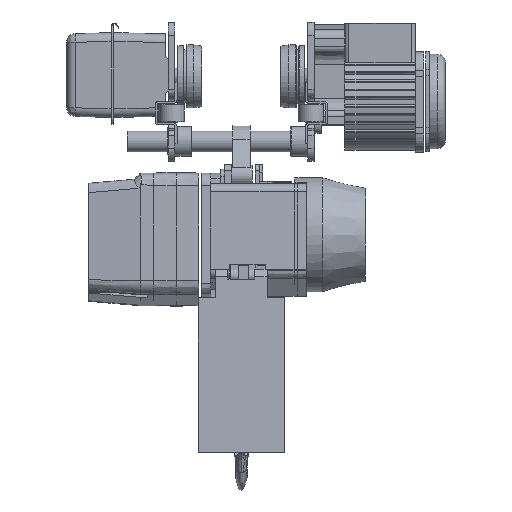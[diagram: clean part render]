
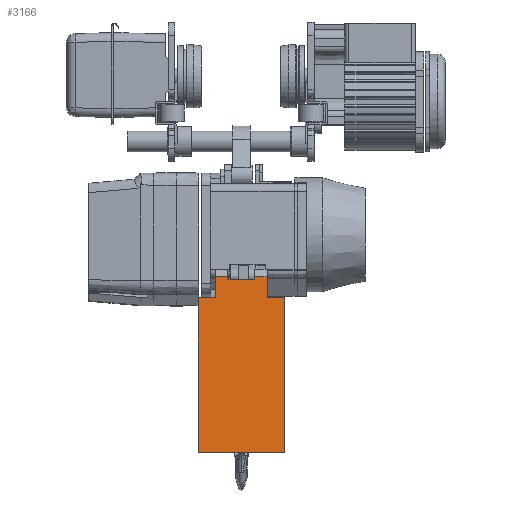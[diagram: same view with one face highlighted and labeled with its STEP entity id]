
A CAD part, left-side view. The second image highlights one B-rep face of the part: STEP entity #3166.
In plain terms, the highlighted face is planar.
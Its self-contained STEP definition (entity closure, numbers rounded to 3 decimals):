
#3166=ADVANCED_FACE('',(#6944),#6945,.T.);
#6944=FACE_OUTER_BOUND('',#16632,.T.);
#6945=PLANE('',#16633);
#16632=EDGE_LOOP('',(#28643,#28644,#28645,#28646,#28647,#28648,#28649,#28650,#28651,#28652,#28653,#28654));
#16633=AXIS2_PLACEMENT_3D('',#28655,#28656,#28657);
#28643=ORIENTED_EDGE('',*,*,#39517,.F.);
#28644=ORIENTED_EDGE('',*,*,#37051,.F.);
#28645=ORIENTED_EDGE('',*,*,#39518,.T.);
#28646=ORIENTED_EDGE('',*,*,#39519,.T.);
#28647=ORIENTED_EDGE('',*,*,#39520,.F.);
#28648=ORIENTED_EDGE('',*,*,#38398,.F.);
#28649=ORIENTED_EDGE('',*,*,#39521,.F.);
#28650=ORIENTED_EDGE('',*,*,#39522,.T.);
#28651=ORIENTED_EDGE('',*,*,#39523,.T.);
#28652=ORIENTED_EDGE('',*,*,#37740,.F.);
#28653=ORIENTED_EDGE('',*,*,#39524,.F.);
#28654=ORIENTED_EDGE('',*,*,#38337,.T.);
#28655=CARTESIAN_POINT('',(78.891,-311.4,-65.));
#28656=DIRECTION('',(0.999,0.052,0.));
#28657=DIRECTION('',(-0.052,0.999,0.));
#37051=EDGE_CURVE('',#42347,#42349,#42350,.T.);
#37740=EDGE_CURVE('',#43562,#43564,#43565,.T.);
#38337=EDGE_CURVE('',#44594,#44592,#44595,.T.);
#38398=EDGE_CURVE('',#44693,#44696,#44697,.T.);
#39517=EDGE_CURVE('',#42349,#44592,#46483,.T.);
#39518=EDGE_CURVE('',#42347,#46484,#46485,.T.);
#39519=EDGE_CURVE('',#46484,#46486,#46487,.T.);
#39520=EDGE_CURVE('',#44696,#46486,#46488,.T.);
#39521=EDGE_CURVE('',#46489,#44693,#46490,.T.);
#39522=EDGE_CURVE('',#46489,#46491,#46492,.T.);
#39523=EDGE_CURVE('',#46491,#43564,#46493,.T.);
#39524=EDGE_CURVE('',#44594,#43562,#46494,.T.);
#42347=VERTEX_POINT('',#50204);
#42349=VERTEX_POINT('',#50207);
#42350=LINE('',#50208,#50209);
#43562=VERTEX_POINT('',#52171);
#43564=VERTEX_POINT('',#52174);
#43565=LINE('',#52175,#52176);
#44592=VERTEX_POINT('',#53996);
#44594=VERTEX_POINT('',#53999);
#44595=LINE('',#54000,#54001);
#44693=VERTEX_POINT('',#54138);
#44696=VERTEX_POINT('',#54142);
#44697=LINE('',#54143,#54144);
#46483=LINE('',#57583,#57584);
#46484=VERTEX_POINT('',#57585);
#46485=LINE('',#57586,#57587);
#46486=VERTEX_POINT('',#57588);
#46487=LINE('',#57589,#57590);
#46488=LINE('',#57591,#57592);
#46489=VERTEX_POINT('',#57593);
#46490=LINE('',#57594,#57595);
#46491=VERTEX_POINT('',#57596);
#46492=LINE('',#57597,#57598);
#46493=LINE('',#57599,#57600);
#46494=LINE('',#57601,#57602);
#50204=CARTESIAN_POINT('',(64.975,-45.875,-39.));
#50207=CARTESIAN_POINT('',(66.654,-77.9,-39.));
#50208=CARTESIAN_POINT('',(64.975,-45.875,-39.));
#50209=VECTOR('',#63212,1.);
#52171=CARTESIAN_POINT('',(78.891,-311.4,65.));
#52174=CARTESIAN_POINT('',(66.654,-77.9,65.));
#52175=CARTESIAN_POINT('',(78.891,-311.4,65.));
#52176=VECTOR('',#64022,1.);
#53996=CARTESIAN_POINT('',(66.654,-77.9,-65.));
#53999=CARTESIAN_POINT('',(78.891,-311.4,-65.));
#54000=CARTESIAN_POINT('',(78.891,-311.4,-65.));
#54001=VECTOR('',#64728,1.);
#54138=CARTESIAN_POINT('',(64.975,-45.875,20.));
#54142=CARTESIAN_POINT('',(65.186,-49.9,20.));
#54143=CARTESIAN_POINT('',(64.975,-45.875,20.));
#54144=VECTOR('',#64812,1.);
#57583=CARTESIAN_POINT('',(66.654,-77.9,-39.));
#57584=VECTOR('',#66119,1.);
#57585=CARTESIAN_POINT('',(64.975,-45.875,-20.));
#57586=CARTESIAN_POINT('',(64.975,-45.875,-39.));
#57587=VECTOR('',#66120,1.);
#57588=CARTESIAN_POINT('',(65.186,-49.9,-20.));
#57589=CARTESIAN_POINT('',(64.975,-45.875,-20.));
#57590=VECTOR('',#66121,1.);
#57591=CARTESIAN_POINT('',(65.186,-49.9,20.));
#57592=VECTOR('',#66122,1.);
#57593=CARTESIAN_POINT('',(64.975,-45.875,39.));
#57594=CARTESIAN_POINT('',(64.975,-45.875,39.));
#57595=VECTOR('',#66123,1.);
#57596=CARTESIAN_POINT('',(66.654,-77.9,39.));
#57597=CARTESIAN_POINT('',(64.975,-45.875,39.));
#57598=VECTOR('',#66124,1.);
#57599=CARTESIAN_POINT('',(66.654,-77.9,39.));
#57600=VECTOR('',#66125,1.);
#57601=CARTESIAN_POINT('',(78.891,-311.4,-65.));
#57602=VECTOR('',#66126,1.);
#63212=DIRECTION('',(0.052,-0.999,0.));
#64022=DIRECTION('',(-0.052,0.999,0.));
#64728=DIRECTION('',(-0.052,0.999,0.));
#64812=DIRECTION('',(0.052,-0.999,0.));
#66119=DIRECTION('',(0.,0.,-1.));
#66120=DIRECTION('',(0.,0.,1.));
#66121=DIRECTION('',(0.052,-0.999,0.));
#66122=DIRECTION('',(0.,0.,-1.));
#66123=DIRECTION('',(0.,0.,-1.));
#66124=DIRECTION('',(0.052,-0.999,0.));
#66125=DIRECTION('',(0.,0.,1.));
#66126=DIRECTION('',(0.,0.,1.));
